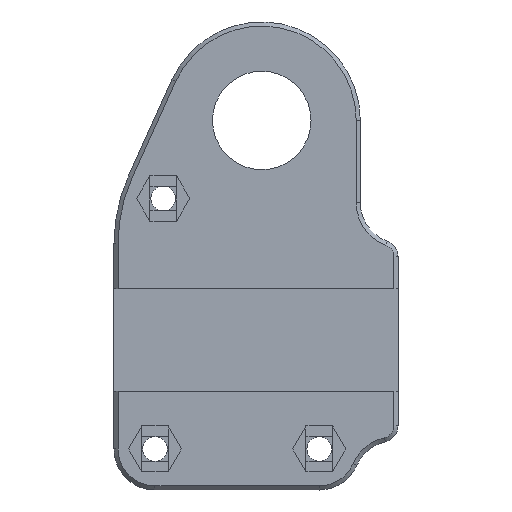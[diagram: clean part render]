
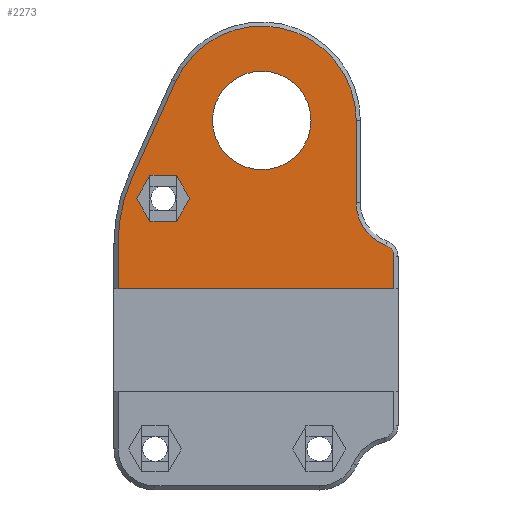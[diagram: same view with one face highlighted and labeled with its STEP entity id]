
A CAD part, front view. The second image highlights one B-rep face of the part: STEP entity #2273.
In plain terms, the highlighted planar face has unit normal (0, -1, 0).
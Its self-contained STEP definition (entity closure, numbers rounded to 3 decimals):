
#17=FACE_BOUND('',#280,.T.);
#18=FACE_BOUND('',#281,.T.);
#49=CIRCLE('',#2359,1.5);
#51=CIRCLE('',#2362,5.5);
#53=CIRCLE('',#2366,11.5);
#55=CIRCLE('',#2370,19.5);
#70=CIRCLE('',#2432,6.);
#154=FACE_OUTER_BOUND('',#279,.T.);
#279=EDGE_LOOP('',(#1776,#1777,#1778,#1779,#1780,#1781,#1782,#1783,#1784));
#280=EDGE_LOOP('',(#1785));
#281=EDGE_LOOP('',(#1786,#1787,#1788,#1789,#1790,#1791));
#377=LINE('',#3213,#662);
#381=LINE('',#3230,#666);
#385=LINE('',#3242,#670);
#389=LINE('',#3252,#674);
#400=LINE('',#3281,#685);
#472=LINE('',#3443,#757);
#486=LINE('',#3470,#771);
#500=LINE('',#3499,#785);
#502=LINE('',#3502,#787);
#518=LINE('',#3535,#803);
#519=LINE('',#3536,#804);
#662=VECTOR('',#2586,10.);
#666=VECTOR('',#2604,10.);
#670=VECTOR('',#2616,10.);
#674=VECTOR('',#2628,10.);
#685=VECTOR('',#2661,10.);
#757=VECTOR('',#2795,10.);
#771=VECTOR('',#2821,10.);
#785=VECTOR('',#2847,10.);
#787=VECTOR('',#2851,10.);
#803=VECTOR('',#2877,10.);
#804=VECTOR('',#2878,10.);
#944=VERTEX_POINT('',#3206);
#947=VERTEX_POINT('',#3211);
#949=VERTEX_POINT('',#3216);
#951=VERTEX_POINT('',#3222);
#953=VERTEX_POINT('',#3228);
#955=VERTEX_POINT('',#3234);
#957=VERTEX_POINT('',#3240);
#958=VERTEX_POINT('',#3245);
#959=VERTEX_POINT('',#3250);
#1024=VERTEX_POINT('',#3440);
#1025=VERTEX_POINT('',#3442);
#1032=VERTEX_POINT('',#3468);
#1040=VERTEX_POINT('',#3496);
#1041=VERTEX_POINT('',#3498);
#1052=VERTEX_POINT('',#3532);
#1053=VERTEX_POINT('',#3534);
#1167=EDGE_CURVE('',#947,#944,#377,.T.);
#1169=EDGE_CURVE('',#949,#947,#49,.T.);
#1172=EDGE_CURVE('',#951,#949,#51,.T.);
#1175=EDGE_CURVE('',#953,#951,#381,.T.);
#1178=EDGE_CURVE('',#955,#953,#53,.T.);
#1181=EDGE_CURVE('',#957,#955,#385,.T.);
#1184=EDGE_CURVE('',#958,#957,#55,.T.);
#1187=EDGE_CURVE('',#959,#958,#389,.T.);
#1202=EDGE_CURVE('',#959,#944,#400,.T.);
#1283=EDGE_CURVE('',#1025,#1024,#472,.T.);
#1297=EDGE_CURVE('',#1024,#1032,#486,.T.);
#1311=EDGE_CURVE('',#1041,#1040,#500,.T.);
#1313=EDGE_CURVE('',#1040,#1025,#502,.T.);
#1329=EDGE_CURVE('',#1052,#1052,#70,.T.);
#1330=EDGE_CURVE('',#1053,#1041,#518,.T.);
#1331=EDGE_CURVE('',#1032,#1053,#519,.T.);
#1776=ORIENTED_EDGE('',*,*,#1187,.F.);
#1777=ORIENTED_EDGE('',*,*,#1202,.T.);
#1778=ORIENTED_EDGE('',*,*,#1167,.F.);
#1779=ORIENTED_EDGE('',*,*,#1169,.F.);
#1780=ORIENTED_EDGE('',*,*,#1172,.F.);
#1781=ORIENTED_EDGE('',*,*,#1175,.F.);
#1782=ORIENTED_EDGE('',*,*,#1178,.F.);
#1783=ORIENTED_EDGE('',*,*,#1181,.F.);
#1784=ORIENTED_EDGE('',*,*,#1184,.F.);
#1785=ORIENTED_EDGE('',*,*,#1329,.T.);
#1786=ORIENTED_EDGE('',*,*,#1330,.T.);
#1787=ORIENTED_EDGE('',*,*,#1311,.T.);
#1788=ORIENTED_EDGE('',*,*,#1313,.T.);
#1789=ORIENTED_EDGE('',*,*,#1283,.T.);
#1790=ORIENTED_EDGE('',*,*,#1297,.T.);
#1791=ORIENTED_EDGE('',*,*,#1331,.T.);
#2155=PLANE('',#2431);
#2273=ADVANCED_FACE('',(#154,#17,#18),#2155,.F.);
#2359=AXIS2_PLACEMENT_3D('',#3218,#2590,#2591);
#2362=AXIS2_PLACEMENT_3D('',#3224,#2597,#2598);
#2366=AXIS2_PLACEMENT_3D('',#3236,#2609,#2610);
#2370=AXIS2_PLACEMENT_3D('',#3247,#2621,#2622);
#2431=AXIS2_PLACEMENT_3D('',#3531,#2873,#2874);
#2432=AXIS2_PLACEMENT_3D('',#3533,#2875,#2876);
#2586=DIRECTION('',(0.,0.,-1.));
#2590=DIRECTION('center_axis',(0.,1.,0.));
#2591=DIRECTION('ref_axis',(1.,0.,0.));
#2597=DIRECTION('center_axis',(0.,-1.,0.));
#2598=DIRECTION('ref_axis',(-1.,0.,0.));
#2604=DIRECTION('',(0.,0.,-1.));
#2609=DIRECTION('center_axis',(0.,1.,0.));
#2610=DIRECTION('ref_axis',(-0.911,0.,0.412));
#2616=DIRECTION('',(0.412,0.,0.911));
#2621=DIRECTION('center_axis',(0.,1.,0.));
#2622=DIRECTION('ref_axis',(-1.,0.,0.));
#2628=DIRECTION('',(0.,0.,1.));
#2661=DIRECTION('',(1.,0.,0.));
#2795=DIRECTION('',(1.,0.,0.));
#2821=DIRECTION('',(0.5,0.,-0.866));
#2847=DIRECTION('',(-0.5,0.,0.866));
#2851=DIRECTION('',(0.5,0.,0.866));
#2873=DIRECTION('center_axis',(0.,1.,0.));
#2874=DIRECTION('ref_axis',(1.,0.,0.));
#2875=DIRECTION('center_axis',(0.,1.,0.));
#2876=DIRECTION('ref_axis',(1.,0.,0.));
#2877=DIRECTION('',(-1.,0.,0.));
#2878=DIRECTION('',(-0.5,0.,-0.866));
#3206=CARTESIAN_POINT('',(34.1,-19.,24.5));
#3211=CARTESIAN_POINT('',(34.1,-19.,28.408));
#3213=CARTESIAN_POINT('',(34.1,-19.,6.411));
#3216=CARTESIAN_POINT('',(33.114,-19.,29.817));
#3218=CARTESIAN_POINT('Origin',(32.6,-19.,28.408));
#3222=CARTESIAN_POINT('',(29.5,-19.,34.984));
#3224=CARTESIAN_POINT('Origin',(35.,-19.,34.984));
#3228=CARTESIAN_POINT('',(29.5,-19.,45.));
#3230=CARTESIAN_POINT('',(29.5,-19.,7.5));
#3234=CARTESIAN_POINT('',(7.521,-19.,49.736));
#3236=CARTESIAN_POINT('Origin',(18.,-19.,45.));
#3240=CARTESIAN_POINT('',(2.23,-19.,38.031));
#3242=CARTESIAN_POINT('',(-0.24,-19.,32.565));
#3245=CARTESIAN_POINT('',(0.5,-19.,30.));
#3247=CARTESIAN_POINT('Origin',(20.,-19.,30.));
#3250=CARTESIAN_POINT('',(0.5,-19.,24.5));
#3252=CARTESIAN_POINT('',(0.5,-19.,15.75));
#3281=CARTESIAN_POINT('',(0.,-19.,24.5));
#3440=CARTESIAN_POINT('',(7.617,-19.,38.3));
#3442=CARTESIAN_POINT('',(4.383,-19.,38.3));
#3443=CARTESIAN_POINT('',(11.308,-19.,38.3));
#3468=CARTESIAN_POINT('',(9.233,-19.,35.5));
#3470=CARTESIAN_POINT('',(8.601,-19.,36.595));
#3496=CARTESIAN_POINT('',(2.767,-19.,35.5));
#3498=CARTESIAN_POINT('',(4.383,-19.,32.7));
#3499=CARTESIAN_POINT('',(2.943,-19.,35.195));
#3502=CARTESIAN_POINT('',(6.457,-19.,41.892));
#3531=CARTESIAN_POINT('Origin',(15.,-19.,5.));
#3532=CARTESIAN_POINT('',(12.,-19.,45.));
#3533=CARTESIAN_POINT('Origin',(18.,-19.,45.));
#3534=CARTESIAN_POINT('',(7.617,-19.,32.7));
#3535=CARTESIAN_POINT('',(9.692,-19.,32.7));
#3536=CARTESIAN_POINT('',(10.499,-19.,37.692));
